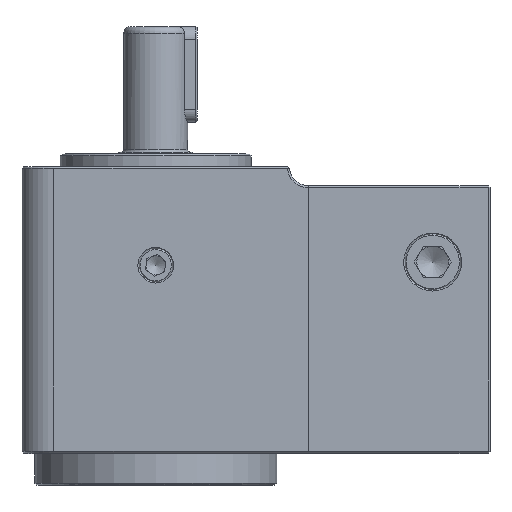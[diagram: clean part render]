
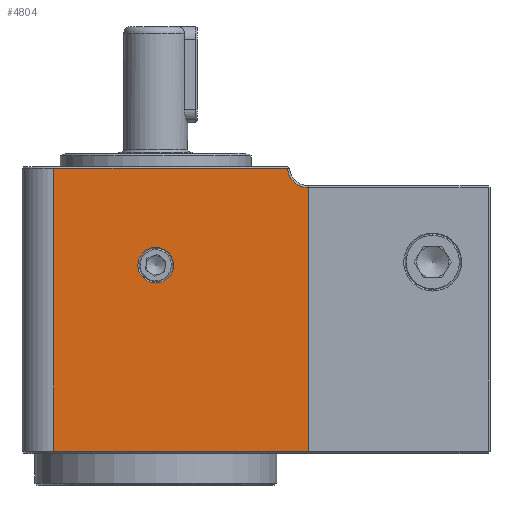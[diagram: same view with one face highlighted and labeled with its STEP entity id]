
A CAD part, top view. The second image highlights one B-rep face of the part: STEP entity #4804.
In plain terms, the highlighted planar face has unit normal (0, 0, 1).
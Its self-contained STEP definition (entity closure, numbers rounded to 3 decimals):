
#270 = DIRECTION ( 'NONE',  ( -1., 0., 0. ) ) ;
#291 = DIRECTION ( 'NONE',  ( 0., 0., -1. ) ) ;
#305 = CARTESIAN_POINT ( 'NONE',  ( 0., 8.5, 21. ) ) ;
#496 = ORIENTED_EDGE ( 'NONE', *, *, #9973, .T. ) ;
#633 = ORIENTED_EDGE ( 'NONE', *, *, #16675, .T. ) ;
#2673 = CIRCLE ( 'NONE', #19469, 2.8 ) ;
#4804 = ADVANCED_FACE ( 'NONE', ( #11198, #11186 ), #11157, .F. ) ;
#5934 = VERTEX_POINT ( 'NONE', #26780 ) ;
#7720 = EDGE_LOOP ( 'NONE', ( #23026, #496, #29236, #19351, #19219 ) ) ;
#7797 = VERTEX_POINT ( 'NONE', #28064 ) ;
#7944 = CIRCLE ( 'NONE', #28699, 3.319 ) ;
#7977 = VERTEX_POINT ( 'NONE', #24934 ) ;
#8740 = CARTESIAN_POINT ( 'NONE',  ( 24., -20.7, 21. ) ) ;
#9973 = EDGE_CURVE ( 'NONE', #5934, #11388, #23376, .T. ) ;
#11076 = DIRECTION ( 'NONE',  ( -1., 0., 0. ) ) ;
#11104 = DIRECTION ( 'NONE',  ( 0., 0., -1. ) ) ;
#11119 = CARTESIAN_POINT ( 'NONE',  ( -21., 21., 21. ) ) ;
#11157 = PLANE ( 'NONE',  #13760 ) ;
#11186 = FACE_OUTER_BOUND ( 'NONE', #7720, .T. ) ;
#11198 = FACE_BOUND ( 'NONE', #24707, .T. ) ;
#11388 = VERTEX_POINT ( 'NONE', #8740 ) ;
#12086 = VECTOR ( 'NONE', #23300, 1000. ) ;
#13760 = AXIS2_PLACEMENT_3D ( 'NONE', #11119, #11104, #11076 ) ;
#14359 = EDGE_CURVE ( 'NONE', #7797, #5934, #27948, .T. ) ;
#16131 = CARTESIAN_POINT ( 'NONE',  ( -2.8, 8.5, 21. ) ) ;
#16164 = VERTEX_POINT ( 'NONE', #16131 ) ;
#16675 = EDGE_CURVE ( 'NONE', #16164, #16164, #2673, .T. ) ;
#16713 = EDGE_CURVE ( 'NONE', #16885, #7797, #29405, .T. ) ;
#16885 = VERTEX_POINT ( 'NONE', #28219 ) ;
#18637 = VECTOR ( 'NONE', #27903, 1000. ) ;
#19219 = ORIENTED_EDGE ( 'NONE', *, *, #16713, .T. ) ;
#19351 = ORIENTED_EDGE ( 'NONE', *, *, #22669, .T. ) ;
#19469 = AXIS2_PLACEMENT_3D ( 'NONE', #305, #291, #270 ) ;
#19594 = VECTOR ( 'NONE', #26095, 1000. ) ;
#20060 = EDGE_CURVE ( 'NONE', #7977, #11388, #26150, .T. ) ;
#22669 = EDGE_CURVE ( 'NONE', #7977, #16885, #7944, .T. ) ;
#23026 = ORIENTED_EDGE ( 'NONE', *, *, #14359, .T. ) ;
#23300 = DIRECTION ( 'NONE',  ( 1., 0., 0. ) ) ;
#23350 = CARTESIAN_POINT ( 'NONE',  ( 24., -20.7, 21. ) ) ;
#23376 = LINE ( 'NONE', #23350, #12086 ) ;
#23485 = DIRECTION ( 'NONE',  ( -1., 0., 0. ) ) ;
#23493 = DIRECTION ( 'NONE',  ( 0., 0., -1. ) ) ;
#23510 = CARTESIAN_POINT ( 'NONE',  ( 24., 24., 21. ) ) ;
#24707 = EDGE_LOOP ( 'NONE', ( #633 ) ) ;
#24934 = CARTESIAN_POINT ( 'NONE',  ( 24., 20.681, 21. ) ) ;
#26095 = DIRECTION ( 'NONE',  ( 0., -1., 0. ) ) ;
#26114 = CARTESIAN_POINT ( 'NONE',  ( 24., -21., 21. ) ) ;
#26150 = LINE ( 'NONE', #26114, #19594 ) ;
#26780 = CARTESIAN_POINT ( 'NONE',  ( -16., -20.7, 21. ) ) ;
#27041 = VECTOR ( 'NONE', #29363, 1000. ) ;
#27903 = DIRECTION ( 'NONE',  ( 0., -1., 0. ) ) ;
#27912 = CARTESIAN_POINT ( 'NONE',  ( -16., 21., 21. ) ) ;
#27948 = LINE ( 'NONE', #27912, #18637 ) ;
#28064 = CARTESIAN_POINT ( 'NONE',  ( -16., 23.7, 21. ) ) ;
#28219 = CARTESIAN_POINT ( 'NONE',  ( 20.695, 23.7, 21. ) ) ;
#28699 = AXIS2_PLACEMENT_3D ( 'NONE', #23510, #23493, #23485 ) ;
#29236 = ORIENTED_EDGE ( 'NONE', *, *, #20060, .F. ) ;
#29363 = DIRECTION ( 'NONE',  ( -1., 0., 0. ) ) ;
#29400 = CARTESIAN_POINT ( 'NONE',  ( -16., 23.7, 21. ) ) ;
#29405 = LINE ( 'NONE', #29400, #27041 ) ;
